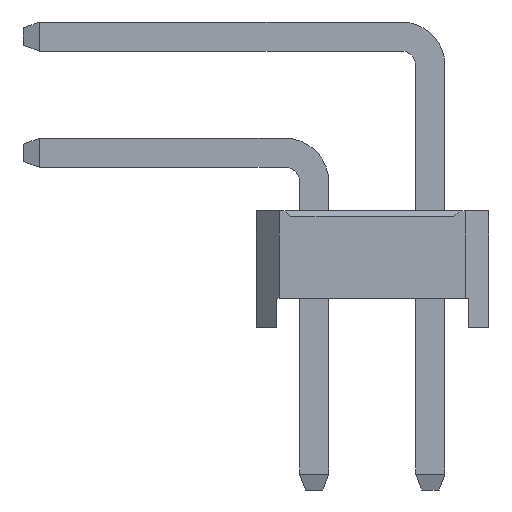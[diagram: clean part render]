
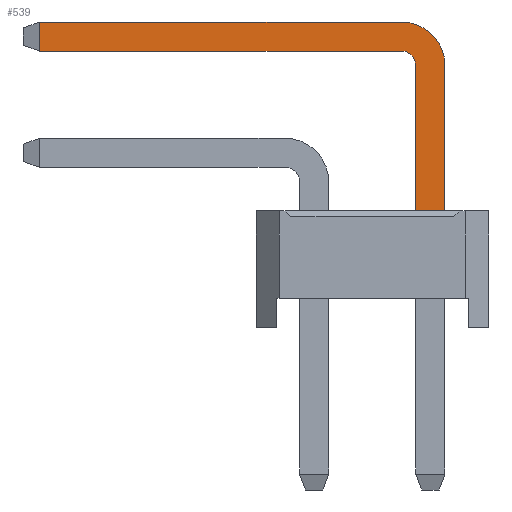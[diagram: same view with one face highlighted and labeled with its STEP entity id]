
A CAD part, left-side view. The second image highlights one B-rep face of the part: STEP entity #539.
In plain terms, the highlighted planar face has unit normal (-1, 0, 0).
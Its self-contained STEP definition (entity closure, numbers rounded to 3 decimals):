
#539=ADVANCED_FACE('',(#2079),#2081,.T.);
#2079=FACE_BOUND('',#2080,.T.);
#2080=EDGE_LOOP('',(#3317,#3318,#3319,#3320,#3321,#3322,#3323,#3324));
#2081=PLANE('',#2082);
#2082=AXIS2_PLACEMENT_3D('',#2083,#2084,#2085);
#2083=CARTESIAN_POINT('',(-0.25,-1.75,-2.8));
#2084=DIRECTION('',(-1.,0.,0.));
#2085=DIRECTION('',(0.,-1.,0.));
#3317=ORIENTED_EDGE('',*,*,#4080,.F.);
#3318=ORIENTED_EDGE('',*,*,#4081,.F.);
#3319=ORIENTED_EDGE('',*,*,#4082,.F.);
#3320=ORIENTED_EDGE('',*,*,#4083,.F.);
#3321=ORIENTED_EDGE('',*,*,#3895,.T.);
#3322=ORIENTED_EDGE('',*,*,#4079,.T.);
#3323=ORIENTED_EDGE('',*,*,#4084,.T.);
#3324=ORIENTED_EDGE('',*,*,#4085,.T.);
#3895=EDGE_CURVE('',#4386,#4384,#4387,.T.);
#4079=EDGE_CURVE('',#4384,#4696,#4698,.T.);
#4080=EDGE_CURVE('',#4699,#4700,#4701,.T.);
#4081=EDGE_CURVE('',#4702,#4699,#4703,.T.);
#4082=EDGE_CURVE('',#4704,#4702,#4705,.T.);
#4083=EDGE_CURVE('',#4386,#4704,#4706,.T.);
#4084=EDGE_CURVE('',#4696,#4707,#4708,.T.);
#4085=EDGE_CURVE('',#4707,#4700,#4709,.T.);
#4384=VERTEX_POINT('',#5198);
#4386=VERTEX_POINT('',#5202);
#4387=LINE('',#5203,#5204);
#4696=VERTEX_POINT('',#5888);
#4698=LINE('',#5892,#5893);
#4699=VERTEX_POINT('',#5895);
#4700=VERTEX_POINT('',#5896);
#4701=LINE('',#5897,#5898);
#4702=VERTEX_POINT('',#5900);
#4703=LINE('',#5901,#5902);
#4704=VERTEX_POINT('',#5904);
#4705=CIRCLE('',#5905,0.25);
#4706=LINE('',#5909,#5910);
#4707=VERTEX_POINT('',#5912);
#4708=CIRCLE('',#5913,0.75);
#4709=LINE('',#5917,#5918);
#5198=CARTESIAN_POINT('',(-0.25,-2.25,2.));
#5202=CARTESIAN_POINT('',(-0.25,-1.75,2.));
#5203=CARTESIAN_POINT('',(-0.25,-1.75,2.));
#5204=VECTOR('',#5205,1.);
#5205=DIRECTION('',(0.,-1.,0.));
#5888=CARTESIAN_POINT('',(-0.25,-2.25,4.5));
#5892=CARTESIAN_POINT('',(-0.25,-2.25,2.));
#5893=VECTOR('',#5894,1.);
#5894=DIRECTION('',(0.,0.,1.));
#5895=CARTESIAN_POINT('',(-0.25,4.725,4.75));
#5896=CARTESIAN_POINT('',(-0.25,4.725,5.25));
#5897=CARTESIAN_POINT('',(-0.25,4.725,4.75));
#5898=VECTOR('',#5899,1.);
#5899=DIRECTION('',(0.,0.,1.));
#5900=CARTESIAN_POINT('',(-0.25,-1.5,4.75));
#5901=CARTESIAN_POINT('',(-0.25,-1.5,4.75));
#5902=VECTOR('',#5903,1.);
#5903=DIRECTION('',(0.,1.,0.));
#5904=CARTESIAN_POINT('',(-0.25,-1.75,4.5));
#5905=AXIS2_PLACEMENT_3D('',#5906,#5907,#5908);
#5906=CARTESIAN_POINT('',(-0.25,-1.5,4.5));
#5907=DIRECTION('',(-1.,-0.,0.));
#5908=DIRECTION('',(0.,-1.,0.));
#5909=CARTESIAN_POINT('',(-0.25,-1.75,2.));
#5910=VECTOR('',#5911,1.);
#5911=DIRECTION('',(0.,0.,1.));
#5912=CARTESIAN_POINT('',(-0.25,-1.5,5.25));
#5913=AXIS2_PLACEMENT_3D('',#5914,#5915,#5916);
#5914=CARTESIAN_POINT('',(-0.25,-1.5,4.5));
#5915=DIRECTION('',(-1.,-0.,0.));
#5916=DIRECTION('',(0.,-1.,0.));
#5917=CARTESIAN_POINT('',(-0.25,-1.5,5.25));
#5918=VECTOR('',#5919,1.);
#5919=DIRECTION('',(0.,1.,0.));
